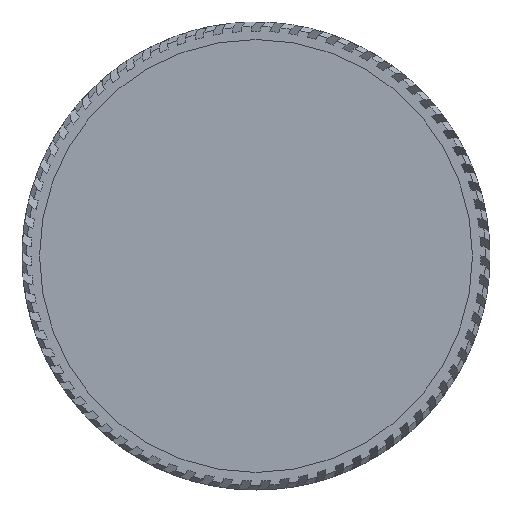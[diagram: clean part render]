
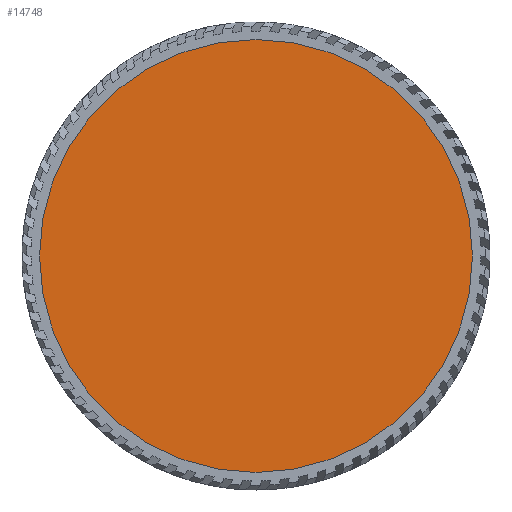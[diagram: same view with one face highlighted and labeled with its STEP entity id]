
A CAD part, front view. The second image highlights one B-rep face of the part: STEP entity #14748.
In plain terms, the highlighted planar face has unit normal (0, -1, 0).
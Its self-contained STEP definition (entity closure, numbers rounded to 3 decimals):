
#3391 = CARTESIAN_POINT ( 'NONE',  ( 0., -7.831, 0. ) ) ;
#3411 = CARTESIAN_POINT ( 'NONE',  ( 24.1, -7.831, 0. ) ) ;
#3615 = EDGE_LOOP ( 'NONE', ( #11622, #4602 ) ) ;
#4404 = CARTESIAN_POINT ( 'NONE',  ( 0., -7.831, 24.1 ) ) ;
#4602 = ORIENTED_EDGE ( 'NONE', *, *, #10797, .F. ) ;
#4613 = EDGE_CURVE ( 'NONE', #11678, #10875, #13008, .T. ) ;
#5305 = AXIS2_PLACEMENT_3D ( 'NONE', #3411, #13300, #15990 ) ;
#5865 = DIRECTION ( 'NONE',  ( 0., 1., 0. ) ) ;
#5880 = PLANE ( 'NONE',  #5305 ) ;
#7121 = AXIS2_PLACEMENT_3D ( 'NONE', #3391, #5865, #8350 ) ;
#7630 = CIRCLE ( 'NONE', #7121, 24.1 ) ;
#8253 = AXIS2_PLACEMENT_3D ( 'NONE', #8865, #14981, #12506 ) ;
#8350 = DIRECTION ( 'NONE',  ( 0., 0., 1. ) ) ;
#8865 = CARTESIAN_POINT ( 'NONE',  ( 0., -7.831, 0. ) ) ;
#9834 = CARTESIAN_POINT ( 'NONE',  ( 0., -7.831, -24.1 ) ) ;
#10797 = EDGE_CURVE ( 'NONE', #10875, #11678, #7630, .T. ) ;
#10875 = VERTEX_POINT ( 'NONE', #9834 ) ;
#11622 = ORIENTED_EDGE ( 'NONE', *, *, #4613, .F. ) ;
#11678 = VERTEX_POINT ( 'NONE', #4404 ) ;
#12506 = DIRECTION ( 'NONE',  ( 0., 0., 1. ) ) ;
#13008 = CIRCLE ( 'NONE', #8253, 24.1 ) ;
#13300 = DIRECTION ( 'NONE',  ( 0., 1., 0. ) ) ;
#14209 = FACE_OUTER_BOUND ( 'NONE', #3615, .T. ) ;
#14748 = ADVANCED_FACE ( 'NONE', ( #14209 ), #5880, .F. ) ;
#14981 = DIRECTION ( 'NONE',  ( 0., 1., 0. ) ) ;
#15990 = DIRECTION ( 'NONE',  ( 0., 0., 1. ) ) ;
